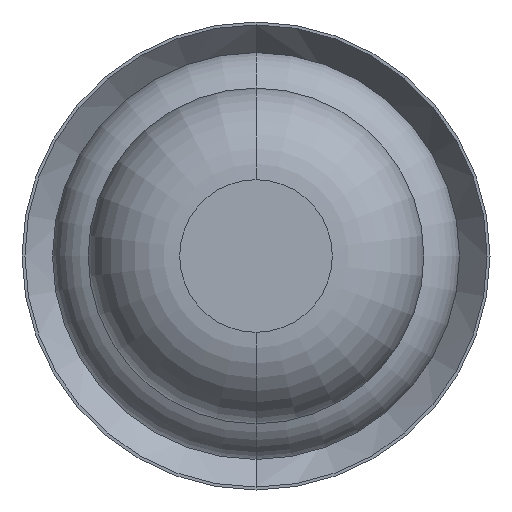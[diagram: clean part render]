
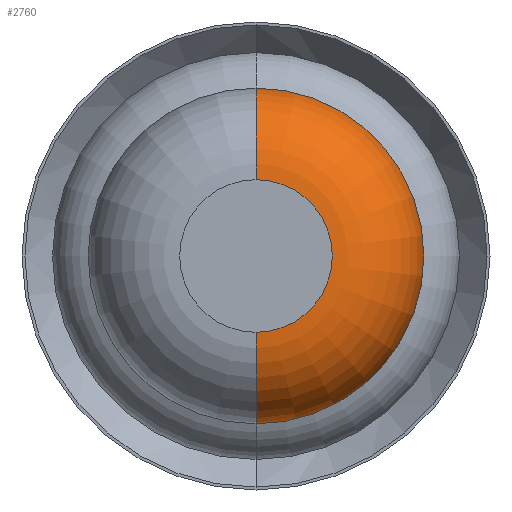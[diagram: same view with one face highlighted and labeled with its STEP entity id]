
A CAD part, front view. The second image highlights one B-rep face of the part: STEP entity #2760.
In plain terms, the highlighted toroidal (fillet/blend) face has major radius 0.375 mm and minor radius 0.45 mm.
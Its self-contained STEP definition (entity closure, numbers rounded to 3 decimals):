
#221 = EDGE_CURVE ( 'NONE', #3187, #1258, #5708, .T. ) ;
#236 = CIRCLE ( 'NONE', #4752, 0.45 ) ;
#345 = CIRCLE ( 'NONE', #3423, 0.825 ) ;
#369 = ORIENTED_EDGE ( 'NONE', *, *, #2998, .F. ) ;
#403 = DIRECTION ( 'NONE',  ( 1., 0., 0. ) ) ;
#435 = ORIENTED_EDGE ( 'NONE', *, *, #221, .T. ) ;
#871 = TOROIDAL_SURFACE ( 'NONE', #879, 0.375, 0.45 ) ;
#879 = AXIS2_PLACEMENT_3D ( 'NONE', #3752, #3797, #6316 ) ;
#1152 = CIRCLE ( 'NONE', #1500, 0.375 ) ;
#1258 = VERTEX_POINT ( 'NONE', #2120 ) ;
#1268 = ORIENTED_EDGE ( 'NONE', *, *, #5758, .F. ) ;
#1293 = DIRECTION ( 'NONE',  ( -1., 0., 0. ) ) ;
#1500 = AXIS2_PLACEMENT_3D ( 'NONE', #2721, #3160, #3646 ) ;
#1834 = EDGE_CURVE ( 'Defeature ausgef�hrt2_9+Defeature ausgef�hrt2_8+Defeature ausgef�hrt2_8+Defeature ausgef�hrt2_8', #3687, #3187, #1152, .T. ) ;
#2120 = CARTESIAN_POINT ( 'NONE',  ( 0., -25.55, -0.825 ) ) ;
#2261 = CARTESIAN_POINT ( 'NONE',  ( 0., -25.55, 0.375 ) ) ;
#2721 = CARTESIAN_POINT ( 'NONE',  ( 0., -26., 0. ) ) ;
#2760 = ADVANCED_FACE ( 'Defeature ausgef�hrt2_9', ( #3402 ), #871, .T. ) ;
#2763 = CARTESIAN_POINT ( 'NONE',  ( 0., -25.55, -0.375 ) ) ;
#2998 = EDGE_CURVE ( 'Defeature ausgef�hrt2_10+Defeature ausgef�hrt2_9+Defeature ausgef�hrt2_9+Defeature ausgef�hrt2_9', #4162, #1258, #345, .T. ) ;
#3160 = DIRECTION ( 'NONE',  ( 0., 1., 0. ) ) ;
#3166 = DIRECTION ( 'NONE',  ( 0., 0., 1. ) ) ;
#3187 = VERTEX_POINT ( 'NONE', #4664 ) ;
#3402 = FACE_OUTER_BOUND ( 'NONE', #3735, .T. ) ;
#3423 = AXIS2_PLACEMENT_3D ( 'NONE', #5988, #5091, #3166 ) ;
#3646 = DIRECTION ( 'NONE',  ( 0., 0., 1. ) ) ;
#3687 = VERTEX_POINT ( 'NONE', #5715 ) ;
#3735 = EDGE_LOOP ( 'NONE', ( #5140, #435, #369, #1268 ) ) ;
#3752 = CARTESIAN_POINT ( 'NONE',  ( 0., -25.55, 0. ) ) ;
#3764 = DIRECTION ( 'NONE',  ( 0., 0., 1. ) ) ;
#3797 = DIRECTION ( 'NONE',  ( 0., 1., 0. ) ) ;
#4162 = VERTEX_POINT ( 'NONE', #4185 ) ;
#4185 = CARTESIAN_POINT ( 'NONE',  ( 0., -25.55, 0.825 ) ) ;
#4664 = CARTESIAN_POINT ( 'NONE',  ( 0., -26., -0.375 ) ) ;
#4752 = AXIS2_PLACEMENT_3D ( 'NONE', #2261, #1293, #3764 ) ;
#5091 = DIRECTION ( 'NONE',  ( 0., 1., 0. ) ) ;
#5140 = ORIENTED_EDGE ( 'NONE', *, *, #1834, .T. ) ;
#5708 = CIRCLE ( 'NONE', #5990, 0.45 ) ;
#5715 = CARTESIAN_POINT ( 'NONE',  ( 0., -26., 0.375 ) ) ;
#5758 = EDGE_CURVE ( 'NONE', #3687, #4162, #236, .T. ) ;
#5988 = CARTESIAN_POINT ( 'NONE',  ( 0., -25.55, 0. ) ) ;
#5990 = AXIS2_PLACEMENT_3D ( 'NONE', #2763, #403, #6232 ) ;
#6232 = DIRECTION ( 'NONE',  ( 0., 0., -1. ) ) ;
#6316 = DIRECTION ( 'NONE',  ( 0., 0., 1. ) ) ;
